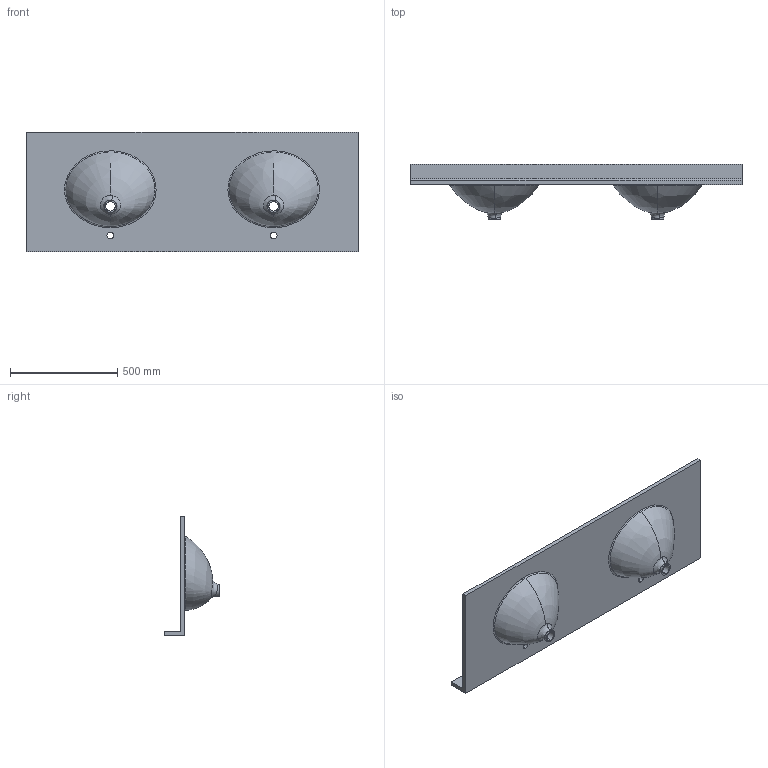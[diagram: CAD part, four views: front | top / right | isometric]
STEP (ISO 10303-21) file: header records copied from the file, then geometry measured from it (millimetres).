
FILE_DESCRIPTION (( 'STEP AP214' ), '1' );
FILE_NAME ('VT2B2261.STEP', '2021-03-31T07:07:35', ( '' ), ( '' ), 'SwSTEP 2.0', 'SolidWorks 2020', '' );
FILE_SCHEMA (( 'AUTOMOTIVE_DESIGN' ));
Length unit declared in the file: inch
Products named in the file (1): VT2B2261
Bounding box: 1549.4 x 260.35 x 558.8 mm (x, y, z)
Volume: 16702103.2 mm3; surface area: 2305893.9 mm2
Topology: 1 solids, 1 shells, 39 faces, 105 edges, 70 vertices
Faces by surface type: bspline 16, cylinder 13, plane 10
Entity records: 17380 total; most frequent: CARTESIAN_POINT 16466, ORIENTED_EDGE 210, DIRECTION 131, EDGE_CURVE 105, VERTEX_POINT 70, AXIS2_PLACEMENT_3D 50, EDGE_LOOP 49, B_SPLINE_CURVE_WITH_KNOTS 48
